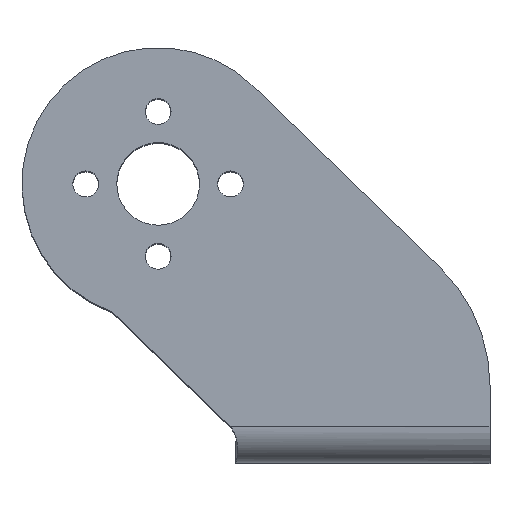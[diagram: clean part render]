
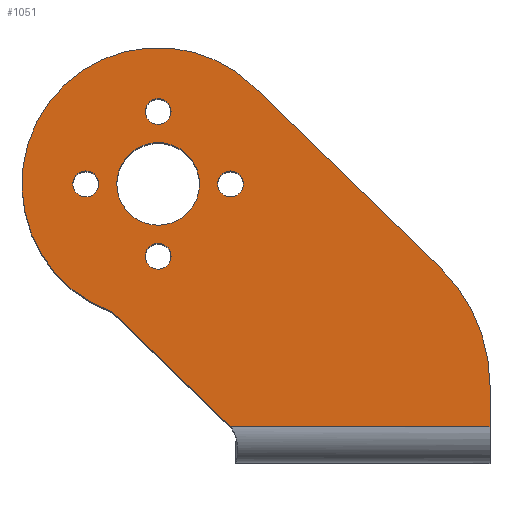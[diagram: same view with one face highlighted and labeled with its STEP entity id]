
A CAD part, top view. The second image highlights one B-rep face of the part: STEP entity #1051.
In plain terms, the highlighted planar face has unit normal (0, 0, 1).
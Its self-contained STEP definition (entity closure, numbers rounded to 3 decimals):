
#11 = CARTESIAN_POINT ( 'NONE',  ( -12.795, 27., 28. ) ) ;
#22 = DIRECTION ( 'NONE',  ( 0., 0., 1. ) ) ;
#23 = VERTEX_POINT ( 'NONE', #700 ) ;
#28 = EDGE_CURVE ( 'NONE', #976, #467, #1022, .T. ) ;
#93 = VECTOR ( 'NONE', #1155, 1000. ) ;
#94 = AXIS2_PLACEMENT_3D ( 'NONE', #914, #1813, #1053 ) ;
#111 = DIRECTION ( 'NONE',  ( 1., 0., 0. ) ) ;
#140 = CARTESIAN_POINT ( 'NONE',  ( -26.795, 27., 28. ) ) ;
#159 = VERTEX_POINT ( 'NONE', #463 ) ;
#170 = ORIENTED_EDGE ( 'NONE', *, *, #939, .T. ) ;
#173 = ORIENTED_EDGE ( 'NONE', *, *, #769, .T. ) ;
#176 = EDGE_LOOP ( 'NONE', ( #200, #199 ) ) ;
#179 = ORIENTED_EDGE ( 'NONE', *, *, #1235, .T. ) ;
#180 = ORIENTED_EDGE ( 'NONE', *, *, #395, .T. ) ;
#181 = ORIENTED_EDGE ( 'NONE', *, *, #1334, .T. ) ;
#184 = ORIENTED_EDGE ( 'NONE', *, *, #1261, .T. ) ;
#185 = ORIENTED_EDGE ( 'NONE', *, *, #28, .F. ) ;
#187 = ORIENTED_EDGE ( 'NONE', *, *, #629, .F. ) ;
#189 = ORIENTED_EDGE ( 'NONE', *, *, #1179, .F. ) ;
#194 = ORIENTED_EDGE ( 'NONE', *, *, #1177, .F. ) ;
#195 = ORIENTED_EDGE ( 'NONE', *, *, #985, .F. ) ;
#197 = AXIS2_PLACEMENT_3D ( 'NONE', #681, #637, #434 ) ;
#198 = ORIENTED_EDGE ( 'NONE', *, *, #1721, .F. ) ;
#199 = ORIENTED_EDGE ( 'NONE', *, *, #597, .F. ) ;
#200 = ORIENTED_EDGE ( 'NONE', *, *, #1745, .F. ) ;
#204 = VERTEX_POINT ( 'NONE', #881 ) ;
#205 = LINE ( 'NONE', #495, #701 ) ;
#206 = VERTEX_POINT ( 'NONE', #1251 ) ;
#209 = ORIENTED_EDGE ( 'NONE', *, *, #1606, .F. ) ;
#211 = ORIENTED_EDGE ( 'NONE', *, *, #1762, .F. ) ;
#229 = AXIS2_PLACEMENT_3D ( 'NONE', #140, #1315, #372 ) ;
#267 = DIRECTION ( 'NONE',  ( 0., 0., 1. ) ) ;
#274 = VERTEX_POINT ( 'NONE', #578 ) ;
#329 = CARTESIAN_POINT ( 'NONE',  ( -19.795, 20., 28. ) ) ;
#352 = EDGE_LOOP ( 'NONE', ( #194, #189 ) ) ;
#354 = VERTEX_POINT ( 'NONE', #438 ) ;
#372 = DIRECTION ( 'NONE',  ( 1., 0., 0. ) ) ;
#395 = EDGE_CURVE ( 'NONE', #159, #587, #1414, .T. ) ;
#396 = FACE_BOUND ( 'NONE', #352, .T. ) ;
#408 = VECTOR ( 'NONE', #1530, 1000. ) ;
#411 = AXIS2_PLACEMENT_3D ( 'NONE', #1026, #730, #1674 ) ;
#426 = VERTEX_POINT ( 'NONE', #1184 ) ;
#433 = VERTEX_POINT ( 'NONE', #1677 ) ;
#434 = DIRECTION ( 'NONE',  ( 1., 0., 0. ) ) ;
#438 = CARTESIAN_POINT ( 'NONE',  ( -10.614, 36.457, 28. ) ) ;
#449 = CARTESIAN_POINT ( 'NONE',  ( -14.045, 27., 28. ) ) ;
#463 = CARTESIAN_POINT ( 'NONE',  ( 12.305, 3.5, 28. ) ) ;
#467 = VERTEX_POINT ( 'NONE', #1658 ) ;
#472 = CIRCLE ( 'NONE', #197, 4. ) ;
#495 = CARTESIAN_POINT ( 'NONE',  ( -12.305, 3., 28. ) ) ;
#517 = DIRECTION ( 'NONE',  ( 1., 0., 0. ) ) ;
#524 = DIRECTION ( 'NONE',  ( 0., 0., 1. ) ) ;
#549 = VERTEX_POINT ( 'NONE', #983 ) ;
#556 = CIRCLE ( 'NONE', #411, 13.18 ) ;
#565 = EDGE_LOOP ( 'NONE', ( #184, #181, #180, #179, #173, #170 ) ) ;
#570 = VERTEX_POINT ( 'NONE', #1523 ) ;
#578 = CARTESIAN_POINT ( 'NONE',  ( -18.545, 20., 28. ) ) ;
#579 = EDGE_LOOP ( 'NONE', ( #198, #195 ) ) ;
#587 = VERTEX_POINT ( 'NONE', #977 ) ;
#597 = EDGE_CURVE ( 'NONE', #626, #206, #1267, .T. ) ;
#626 = VERTEX_POINT ( 'NONE', #449 ) ;
#629 = EDGE_CURVE ( 'NONE', #467, #976, #472, .T. ) ;
#637 = DIRECTION ( 'NONE',  ( 0., 0., 1. ) ) ;
#655 = AXIS2_PLACEMENT_3D ( 'NONE', #928, #1825, #1686 ) ;
#671 = VERTEX_POINT ( 'NONE', #1748 ) ;
#681 = CARTESIAN_POINT ( 'NONE',  ( -19.795, 27., 28. ) ) ;
#700 = CARTESIAN_POINT ( 'NONE',  ( -25.545, 27., 28. ) ) ;
#701 = VECTOR ( 'NONE', #1786, 1000. ) ;
#730 = DIRECTION ( 'NONE',  ( 0., 0., 1. ) ) ;
#749 = AXIS2_PLACEMENT_3D ( 'NONE', #980, #1879, #1121 ) ;
#769 = EDGE_CURVE ( 'NONE', #433, #354, #1611, .T. ) ;
#785 = VERTEX_POINT ( 'NONE', #1359 ) ;
#796 = EDGE_LOOP ( 'NONE', ( #211, #209 ) ) ;
#805 = EDGE_LOOP ( 'NONE', ( #187, #185 ) ) ;
#833 = FACE_BOUND ( 'NONE', #796, .T. ) ;
#834 = PLANE ( 'NONE',  #1460 ) ;
#850 = FACE_BOUND ( 'NONE', #579, .T. ) ;
#881 = CARTESIAN_POINT ( 'NONE',  ( -21.045, 34., 28. ) ) ;
#914 = CARTESIAN_POINT ( 'NONE',  ( -26.795, 27., 28. ) ) ;
#928 = CARTESIAN_POINT ( 'NONE',  ( -3.575, 7.49, 28. ) ) ;
#939 = EDGE_CURVE ( 'NONE', #354, #549, #556, .T. ) ;
#947 = CIRCLE ( 'NONE', #1039, 1.25 ) ;
#976 = VERTEX_POINT ( 'NONE', #1781 ) ;
#977 = CARTESIAN_POINT ( 'NONE',  ( 12.305, 7.49, 28. ) ) ;
#980 = CARTESIAN_POINT ( 'NONE',  ( -19.795, 34., 28. ) ) ;
#983 = CARTESIAN_POINT ( 'NONE',  ( -24.249, 14.595, 28. ) ) ;
#985 = EDGE_CURVE ( 'NONE', #785, #274, #1353, .T. ) ;
#1015 = AXIS2_PLACEMENT_3D ( 'NONE', #1157, #267, #1906 ) ;
#1022 = CIRCLE ( 'NONE', #1801, 4. ) ;
#1023 = DIRECTION ( 'NONE',  ( 1., 0., 0. ) ) ;
#1026 = CARTESIAN_POINT ( 'NONE',  ( -19.795, 27., 28. ) ) ;
#1033 = CARTESIAN_POINT ( 'NONE',  ( -19.795, 27., 28. ) ) ;
#1039 = AXIS2_PLACEMENT_3D ( 'NONE', #329, #1422, #517 ) ;
#1051 = ADVANCED_FACE ( 'NONE', ( #833, #1852, #850, #396, #1872, #1357 ), #834, .T. ) ;
#1053 = DIRECTION ( 'NONE',  ( 1., 0., 0. ) ) ;
#1099 = LINE ( 'NONE', #1917, #1706 ) ;
#1121 = DIRECTION ( 'NONE',  ( 1., 0., 0. ) ) ;
#1125 = AXIS2_PLACEMENT_3D ( 'NONE', #1921, #1166, #111 ) ;
#1155 = DIRECTION ( 'NONE',  ( 0., 1., 0. ) ) ;
#1157 = CARTESIAN_POINT ( 'NONE',  ( -19.795, 20., 28. ) ) ;
#1166 = DIRECTION ( 'NONE',  ( 0., 0., 1. ) ) ;
#1177 = EDGE_CURVE ( 'NONE', #23, #570, #1224, .T. ) ;
#1179 = EDGE_CURVE ( 'NONE', #570, #23, #1847, .T. ) ;
#1184 = CARTESIAN_POINT ( 'NONE',  ( -18.545, 34., 28. ) ) ;
#1220 = AXIS2_PLACEMENT_3D ( 'NONE', #1429, #524, #1559 ) ;
#1224 = CIRCLE ( 'NONE', #94, 1.25 ) ;
#1235 = EDGE_CURVE ( 'NONE', #587, #433, #1479, .T. ) ;
#1251 = CARTESIAN_POINT ( 'NONE',  ( -11.545, 27., 28. ) ) ;
#1261 = EDGE_CURVE ( 'NONE', #549, #671, #205, .T. ) ;
#1267 = CIRCLE ( 'NONE', #1345, 1.25 ) ;
#1275 = DIRECTION ( 'NONE',  ( 0., 0., 1. ) ) ;
#1315 = DIRECTION ( 'NONE',  ( 0., 0., 1. ) ) ;
#1332 = CARTESIAN_POINT ( 'NONE',  ( 12.305, 0., 28. ) ) ;
#1334 = EDGE_CURVE ( 'NONE', #671, #159, #1099, .T. ) ;
#1345 = AXIS2_PLACEMENT_3D ( 'NONE', #11, #22, #1629 ) ;
#1353 = CIRCLE ( 'NONE', #1015, 1.25 ) ;
#1357 = FACE_OUTER_BOUND ( 'NONE', #565, .T. ) ;
#1359 = CARTESIAN_POINT ( 'NONE',  ( -21.045, 20., 28. ) ) ;
#1369 = CARTESIAN_POINT ( 'NONE',  ( 7.486, 18.884, 28. ) ) ;
#1414 = LINE ( 'NONE', #1332, #93 ) ;
#1422 = DIRECTION ( 'NONE',  ( 0., 0., 1. ) ) ;
#1429 = CARTESIAN_POINT ( 'NONE',  ( -19.795, 34., 28. ) ) ;
#1460 = AXIS2_PLACEMENT_3D ( 'NONE', #1746, #1835, #1967 ) ;
#1479 = CIRCLE ( 'NONE', #655, 15.88 ) ;
#1523 = CARTESIAN_POINT ( 'NONE',  ( -28.045, 27., 28. ) ) ;
#1530 = DIRECTION ( 'NONE',  ( -0.717, 0.697, 0. ) ) ;
#1559 = DIRECTION ( 'NONE',  ( 1., 0., 0. ) ) ;
#1599 = CIRCLE ( 'NONE', #1125, 1.25 ) ;
#1606 = EDGE_CURVE ( 'NONE', #204, #426, #1750, .T. ) ;
#1611 = LINE ( 'NONE', #1369, #408 ) ;
#1629 = DIRECTION ( 'NONE',  ( 1., 0., 0. ) ) ;
#1637 = CIRCLE ( 'NONE', #1220, 1.25 ) ;
#1658 = CARTESIAN_POINT ( 'NONE',  ( -15.795, 27., 28. ) ) ;
#1674 = DIRECTION ( 'NONE',  ( 1., 0., 0. ) ) ;
#1677 = CARTESIAN_POINT ( 'NONE',  ( 7.486, 18.884, 28. ) ) ;
#1686 = DIRECTION ( 'NONE',  ( 1., 0., 0. ) ) ;
#1706 = VECTOR ( 'NONE', #1792, 1000. ) ;
#1721 = EDGE_CURVE ( 'NONE', #274, #785, #947, .T. ) ;
#1745 = EDGE_CURVE ( 'NONE', #206, #626, #1599, .T. ) ;
#1746 = CARTESIAN_POINT ( 'NONE',  ( -19.795, 27., 28. ) ) ;
#1748 = CARTESIAN_POINT ( 'NONE',  ( -12.82, 3.5, 28. ) ) ;
#1750 = CIRCLE ( 'NONE', #749, 1.25 ) ;
#1762 = EDGE_CURVE ( 'NONE', #426, #204, #1637, .T. ) ;
#1781 = CARTESIAN_POINT ( 'NONE',  ( -23.795, 27., 28. ) ) ;
#1786 = DIRECTION ( 'NONE',  ( 0.717, -0.697, 0. ) ) ;
#1792 = DIRECTION ( 'NONE',  ( 1., 0., 0. ) ) ;
#1801 = AXIS2_PLACEMENT_3D ( 'NONE', #1033, #1275, #1023 ) ;
#1813 = DIRECTION ( 'NONE',  ( 0., 0., 1. ) ) ;
#1825 = DIRECTION ( 'NONE',  ( 0., 0., 1. ) ) ;
#1835 = DIRECTION ( 'NONE',  ( 0., 0., 1. ) ) ;
#1847 = CIRCLE ( 'NONE', #229, 1.25 ) ;
#1852 = FACE_BOUND ( 'NONE', #176, .T. ) ;
#1872 = FACE_BOUND ( 'NONE', #805, .T. ) ;
#1879 = DIRECTION ( 'NONE',  ( 0., 0., 1. ) ) ;
#1906 = DIRECTION ( 'NONE',  ( 1., 0., 0. ) ) ;
#1917 = CARTESIAN_POINT ( 'NONE',  ( 12.305, 3.5, 28. ) ) ;
#1921 = CARTESIAN_POINT ( 'NONE',  ( -12.795, 27., 28. ) ) ;
#1967 = DIRECTION ( 'NONE',  ( 1., 0., 0. ) ) ;
